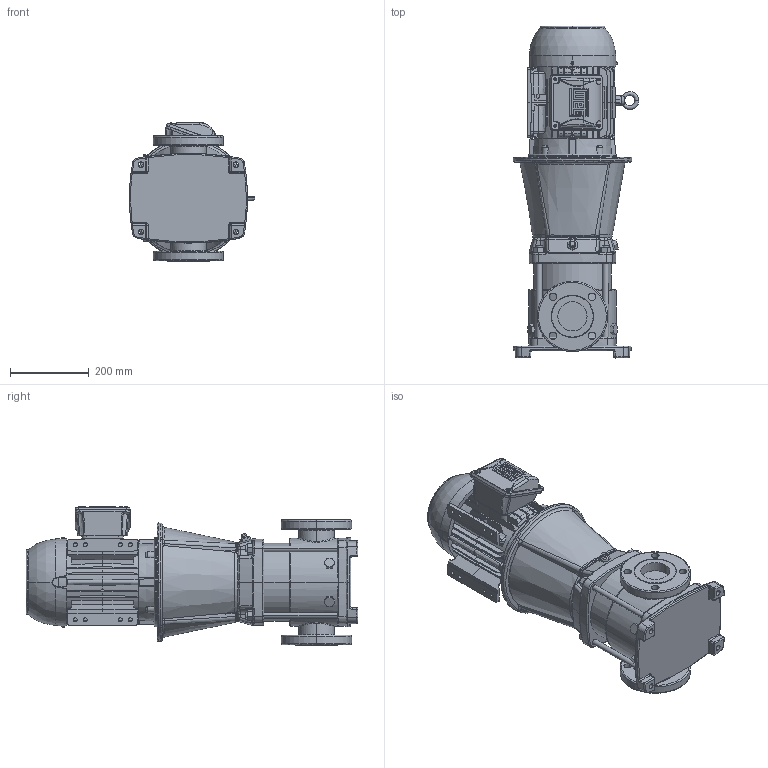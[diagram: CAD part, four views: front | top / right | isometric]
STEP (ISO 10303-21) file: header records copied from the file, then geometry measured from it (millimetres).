
FILE_DESCRIPTION (( 'STEP AP203' ), '1' );
FILE_NAME ('3350090 - MVI-160-1_1-3 HP-182TC-304-E-575~3.step', '2022-03-31T13:55:46', ( '' ), ( '' ), 'SwSTEP 2.0', 'SolidWorks 2021', '' );
FILE_SCHEMA (( 'CONFIG_CONTROL_DESIGN' ));
Length unit declared in the file: inch
Products named in the file (5): TEFC MOTOR_3329584 - NEMA V2 3HP 182TC 575V~3 TEFC; 3329584 - NEMA V2 3HP 182TC 575V~3 TEFC; sbi_n_32-1-1_flange(NEMA); MVI PEO - [304-EPDM]_3304090 - MVI-160-1_1-3 HP-182TC-304-E-S; 3350090 - MVI-160-1_1-3 HP-182TC-304-E-575~3
Assembly tree (4 placements, depth 3):
  3350090 - MVI-160-1_1-3 HP-182TC-304-E-575~3
    MVI PEO - [304-EPDM]_3304090 - MVI-160-1_1-3 HP-182TC-304-E-S
      sbi_n_32-1-1_flange(NEMA)
    TEFC MOTOR_3329584 - NEMA V2 3HP 182TC 575V~3 TEFC
      3329584 - NEMA V2 3HP 182TC 575V~3 TEFC
Bounding box: 318 x 840.4 x 351.47 mm (x, y, z)
Volume: 34157853 mm3; surface area: 1495716.1 mm2
Topology: 14 solids, 27 shells, 2723 faces, 6759 edges, 4307 vertices
Faces by surface type: plane 1761, cylinder 381, bspline 375, cone 173, torus 29, sphere 4
Entity records: 110009 total; most frequent: CARTESIAN_POINT 48945, ORIENTED_EDGE 13442, DIRECTION 10907, EDGE_CURVE 6721, VERTEX_POINT 4306, LINE 4057, VECTOR 4057, AXIS2_PLACEMENT_3D 3425
